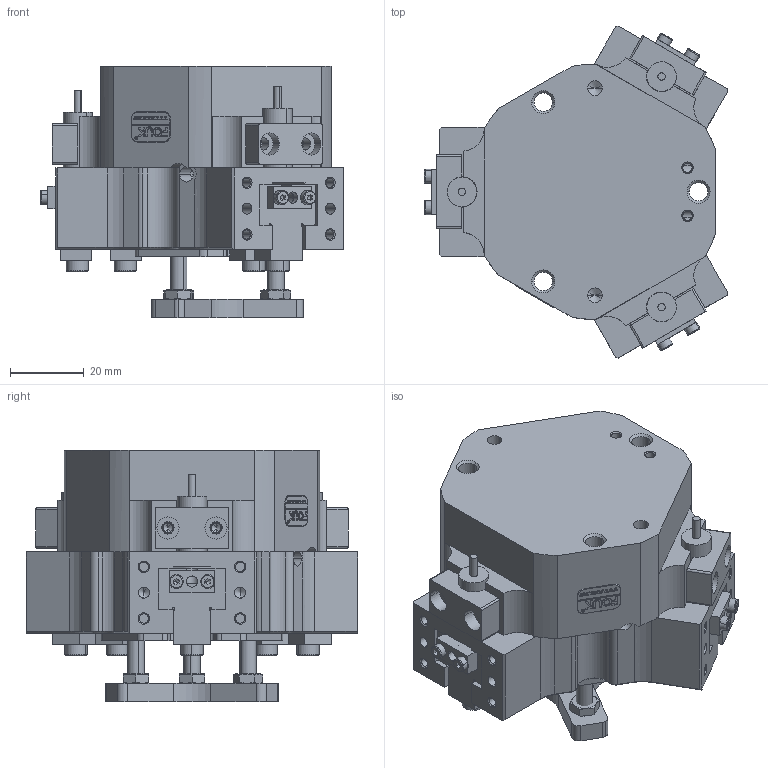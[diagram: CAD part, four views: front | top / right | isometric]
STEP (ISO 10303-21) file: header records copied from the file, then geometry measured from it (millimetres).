
FILE_DESCRIPTION (( 'STEP AP203' ), '1' );
FILE_NAME ('TZ42-90-L-C20.STEP', '2024-11-27T07:04:17', ( 'USER-' ), ( 'Microsoft' ), 'SwSTEP 2.0', 'SolidWorks 2018', '' );
FILE_SCHEMA (( 'CONFIG_CONTROL_DESIGN' ));
Length unit declared in the file: millimetre
Products named in the file (21): TZ42-90-L杅耀.sldasm-Part-6; 揤輸杅耀.sldasm-Part-9; TZ42-90-L杅耀.sldasm-Part-18; TZ42-90-L杅耀.sldasm-Part-3; 12x8-R2; 揤輸蚾饜极; TZ42-90-L杅耀.sldasm-Part-9; TZ42-90-L杅耀.sldasm-Part-4; TZ42-90-L杅耀.sldasm-Part-2; TZ42-90-L-C20; TZ42-90-L杅耀.sldasm-Part-28; TZ42-90-L杅耀.sldasm-Part-7; TZ42-90-L杅耀.sldasm-Part-24; TZ42囀离芢裝; TZ42-90-L杅耀.sldasm-Part-20; TZ42三叶内置推板; TZ42-90-L杅耀.sldasm-Part-21; TZ42-90-L杅耀.sldasm-Part-14; TZ42-90-L杅耀.sldasm-Part-16; 埴翐芛_GB_FASTENER_SCREWS_HSHCS M2X8-N; M4蹟譫尨砩
Assembly tree (31 placements, depth 3):
  TZ42-90-L-C20
    TZ42-90-L杅耀.sldasm-Part-2
    TZ42-90-L杅耀.sldasm-Part-3
    TZ42-90-L杅耀.sldasm-Part-4
    TZ42-90-L杅耀.sldasm-Part-6  x2
    TZ42-90-L杅耀.sldasm-Part-7
    TZ42-90-L杅耀.sldasm-Part-9
    TZ42-90-L杅耀.sldasm-Part-14  x2
    TZ42-90-L杅耀.sldasm-Part-16
    TZ42-90-L杅耀.sldasm-Part-18
    TZ42-90-L杅耀.sldasm-Part-20
    TZ42-90-L杅耀.sldasm-Part-21
    TZ42-90-L杅耀.sldasm-Part-24
    TZ42-90-L杅耀.sldasm-Part-28  x3
    12x8-R2
    揤輸蚾饜极  x3
      揤輸杅耀.sldasm-Part-9
      埴翐芛_GB_FASTENER_SCREWS_HSHCS M2X8-N
    TZ42囀离芢裝  x3
    TZ42三叶内置推板
    M4蹟譫尨砩  x3
Bounding box: 82.11 x 89.75 x 68 mm (x, y, z)
Volume: 189319.2 mm3; surface area: 58950.1 mm2
Topology: 34 solids, 60 shells, 1664 faces, 4129 edges, 2599 vertices
Faces by surface type: plane 721, cylinder 483, cone 293, bspline 155, torus 12
Entity records: 45779 total; most frequent: CARTESIAN_POINT 13054, ORIENTED_EDGE 6300, DIRECTION 6084, EDGE_CURVE 3150, AXIS2_PLACEMENT_3D 2112, VERTEX_POINT 2044, VECTOR 1860, LINE 1860
